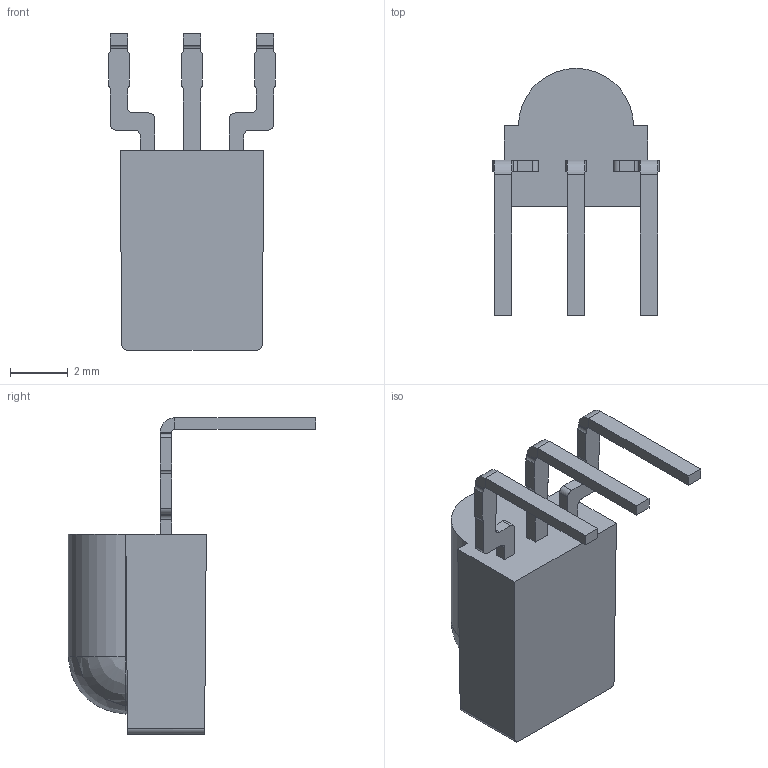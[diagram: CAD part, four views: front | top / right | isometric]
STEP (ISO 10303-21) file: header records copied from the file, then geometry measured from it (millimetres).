
FILE_DESCRIPTION((''),'2;1');
FILE_NAME('Minicast_DH.stp','2014-05-22T14:04:32',('gobenland'),(''),'Autodesk Inventor 2013','Autodesk Inventor 2013','');
FILE_SCHEMA(('AUTOMOTIVE_DESIGN { 1 0 10303 214 1 1 1 1 }'));
Length unit declared in the file: millimetre
Products named in the file (3): GO-100187.12; GO-100187; GO-100187.012
Assembly tree (2 placements, depth 2):
  GO-100187.12
    GO-100187
    GO-100187.012
Bounding box: 5.78 x 8.6 x 11 mm (x, y, z)
Volume: 136.6 mm3; surface area: 215 mm2
Topology: 4 solids, 4 shells, 95 faces, 235 edges, 146 vertices
Faces by surface type: plane 64, cylinder 30, sphere 1
Entity records: 2856 total; most frequent: DIRECTION 493, CARTESIAN_POINT 479, ORIENTED_EDGE 466, EDGE_CURVE 233, VECTOR 173, LINE 173, AXIS2_PLACEMENT_3D 160, VERTEX_POINT 146
